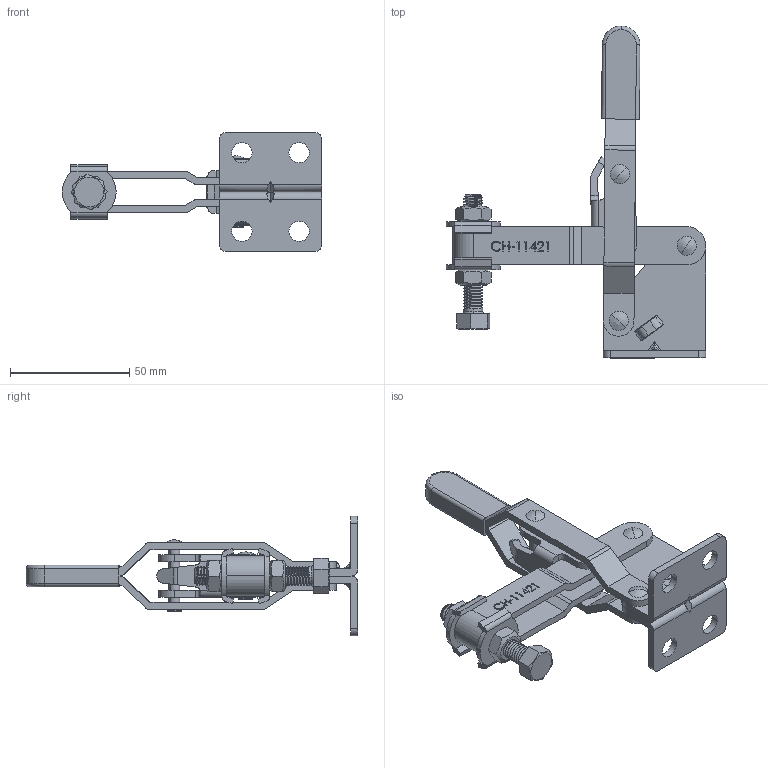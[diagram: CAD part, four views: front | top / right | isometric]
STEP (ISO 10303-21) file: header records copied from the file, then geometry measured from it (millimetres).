
FILE_DESCRIPTION (( 'STEP AP203' ), '1' );
FILE_NAME ('CH-11421.STEP', '2017-11-07T07:38:20', ( 'Windows' ), ( 'Microsoft' ), 'SwSTEP 2.0', 'SolidWorks 2015', '' );
FILE_SCHEMA (( 'CONFIG_CONTROL_DESIGN' ));
Length unit declared in the file: millimetre
Products named in the file (12): CH-11421-04 CONNECTING-PLATE; CH-11421-07; CH-11421-06; CH-11421-08; CH-11421-05; CH-FW-11421; CH-11421-01 FLANGED BASE; M8 Nut; CH-11421-02 U-BAR; CH-SA-085012 SPINDLE SUPPLIED; CH-11421-03 STRAIGHT HANDLE; CH-11421
Assembly tree (14 placements, depth 2):
  CH-11421
    CH-11421-01 FLANGED BASE
    CH-11421-02 U-BAR
    CH-11421-03 STRAIGHT HANDLE
    CH-11421-04 CONNECTING-PLATE
    CH-11421-07
    CH-11421-06  x2
    CH-11421-08
    CH-11421-05
    CH-FW-11421  x2
    M8 Nut  x2
    CH-SA-085012 SPINDLE SUPPLIED
Bounding box: 108.8 x 139.1 x 50 mm (x, y, z)
Volume: 49286 mm3; surface area: 43633.9 mm2
Topology: 16 solids, 16 shells, 778 faces, 2099 edges, 1372 vertices
Faces by surface type: plane 308, cylinder 249, bspline 161, torus 38, cone 22
Entity records: 33144 total; most frequent: CARTESIAN_POINT 15114, ORIENTED_EDGE 3860, DIRECTION 2883, EDGE_CURVE 1930, VERTEX_POINT 1272, LINE 1063, VECTOR 1063, AXIS2_PLACEMENT_3D 910
